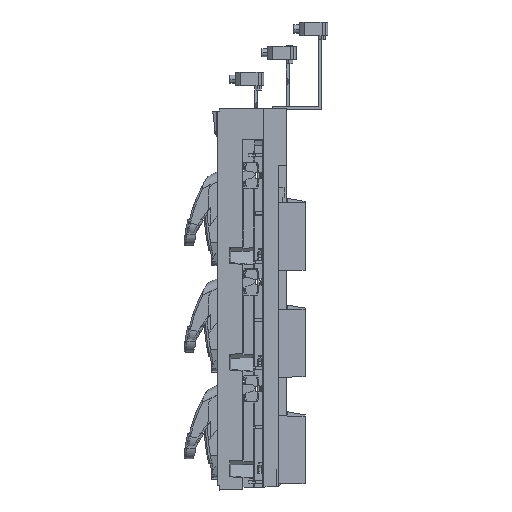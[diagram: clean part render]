
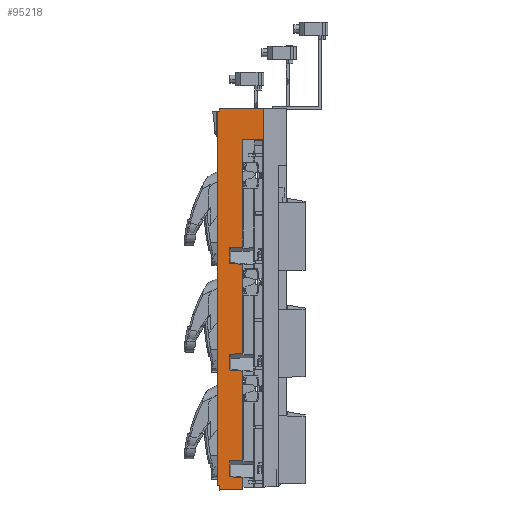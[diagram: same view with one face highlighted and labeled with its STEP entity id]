
A CAD part, left-side view. The second image highlights one B-rep face of the part: STEP entity #95218.
In plain terms, the highlighted planar face has unit normal (-1, 0, 0).
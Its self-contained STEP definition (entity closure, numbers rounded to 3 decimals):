
#66803=CARTESIAN_POINT('',(-3.928,24.39,
8.386));
#67145=DIRECTION('',(0.,0.999,-0.035));
#67146=VECTOR('',#67145,0.893);
#67147=CARTESIAN_POINT('',(-3.928,22.768,
-8.177));
#67148=LINE('',#67147,#67146);
#67152=DIRECTION('',(0.,-0.996,-0.085));
#67153=VECTOR('',#67152,0.896);
#67154=CARTESIAN_POINT('',(-3.928,23.661,
-9.285));
#67155=LINE('',#67154,#67153);
#67159=DIRECTION('',(0.,0.999,-0.035));
#67160=VECTOR('',#67159,0.893);
#67161=CARTESIAN_POINT('',(-3.928,22.768,
-15.46));
#67162=LINE('',#67161,#67160);
#67166=DIRECTION('',(0.,-0.996,-0.085));
#67167=VECTOR('',#67166,0.896);
#67168=CARTESIAN_POINT('',(-3.928,23.661,-16.569));
#67169=LINE('',#67168,#67167);
#67173=DIRECTION('',(0.,0.,1.));
#67174=VECTOR('',#67173,25.589);
#67175=CARTESIAN_POINT('',(-3.928,24.528,
-17.203));
#67176=LINE('',#67175,#67174);
#67180=DIRECTION('',(0.,-1.,0.));
#67181=VECTOR('',#67180,0.138);
#67182=CARTESIAN_POINT('',(-3.928,24.528,
8.386));
#67183=LINE('',#67182,#67181);
#67187=DIRECTION('',(0.,0.,1.));
#67188=VECTOR('',#67187,0.198);
#67189=CARTESIAN_POINT('',(-3.928,24.39,
8.386));
#67190=LINE('',#67189,#67188);
#67194=DIRECTION('',(0.,-1.,0.));
#67195=VECTOR('',#67194,3.047);
#67196=CARTESIAN_POINT('',(-3.928,24.39,
8.584));
#67197=LINE('',#67196,#67195);
#67201=DIRECTION('',(0.,0.,-1.));
#67202=VECTOR('',#67201,25.833);
#67203=CARTESIAN_POINT('',(-3.928,21.343,
8.584));
#67204=LINE('',#67203,#67202);
#67208=DIRECTION('',(0.,1.,0.));
#67209=VECTOR('',#67208,1.37);
#67210=CARTESIAN_POINT('',(-3.928,21.398,
6.448));
#67211=LINE('',#67210,#67209);
#67215=DIRECTION('',(0.,0.,-1.));
#67216=VECTOR('',#67215,7.341);
#67217=CARTESIAN_POINT('',(-3.928,22.768,
6.448));
#67218=LINE('',#67217,#67216);
#67222=CARTESIAN_POINT('',(-3.928,22.768,
-0.893));
#67223=CARTESIAN_POINT('',(-3.928,22.866,
-0.897));
#67224=CARTESIAN_POINT('',(-3.929,23.063,
-0.904));
#67225=CARTESIAN_POINT('',(-3.928,23.361,
-0.913));
#67226=CARTESIAN_POINT('',(-3.929,23.561,
-0.92));
#67227=CARTESIAN_POINT('',(-3.929,23.661,
-0.924));
#67232=DIRECTION('',(0.,0.,-1.));
#67233=VECTOR('',#67232,1.078);
#67234=CARTESIAN_POINT('',(-3.929,23.661,
-0.924));
#67235=LINE('',#67234,#67233);
#67239=DIRECTION('',(0.,-0.996,-0.085));
#67240=VECTOR('',#67239,0.896);
#67241=CARTESIAN_POINT('',(-3.928,23.661,
-2.002));
#67242=LINE('',#67241,#67240);
#67246=DIRECTION('',(0.,0.,-1.));
#67247=VECTOR('',#67246,6.099);
#67248=CARTESIAN_POINT('',(-3.928,22.768,
-2.078));
#67249=LINE('',#67248,#67247);
#68603=DIRECTION('',(0.,0.,1.));
#68604=VECTOR('',#68603,6.099);
#68605=CARTESIAN_POINT('',(-3.928,22.768,
-15.46));
#68606=LINE('',#68605,#68604);
#69979=DIRECTION('',(0.,-1.,0.));
#69980=VECTOR('',#69979,0.055);
#69981=CARTESIAN_POINT('',(-3.928,21.398,
-17.249));
#69982=LINE('',#69981,#69980);
#70000=DIRECTION('',(0.,0.,-1.));
#70001=VECTOR('',#70000,23.698);
#70002=CARTESIAN_POINT('',(-3.928,21.398,
6.448));
#70003=LINE('',#70002,#70001);
#76546=DIRECTION('',(0.,0.,1.));
#76547=VECTOR('',#76546,0.834);
#76548=CARTESIAN_POINT('',(-3.928,22.768,
-17.479));
#76549=LINE('',#76548,#76547);
#76567=DIRECTION('',(0.,-1.,0.));
#76568=VECTOR('',#76567,1.622);
#76569=CARTESIAN_POINT('',(-3.928,24.39,
-17.479));
#76570=LINE('',#76569,#76568);
#76623=DIRECTION('',(0.,0.,-1.));
#76624=VECTOR('',#76623,0.276);
#76625=CARTESIAN_POINT('',(-3.928,24.39,
-17.203));
#76626=LINE('',#76625,#76624);
#76665=DIRECTION('',(0.,-1.,0.));
#76666=VECTOR('',#76665,0.138);
#76667=CARTESIAN_POINT('',(-3.928,24.528,
-17.203));
#76668=LINE('',#76667,#76666);
#76973=DIRECTION('',(0.,0.,1.));
#76974=VECTOR('',#76973,1.078);
#76975=CARTESIAN_POINT('',(-3.928,23.661,-16.569));
#76976=LINE('',#76975,#76974);
#78739=DIRECTION('',(0.,0.,1.));
#78740=VECTOR('',#78739,1.078);
#78741=CARTESIAN_POINT('',(-3.928,23.661,
-9.285));
#78742=LINE('',#78741,#78740);
#84711=CARTESIAN_POINT('',(-3.928,24.528,
8.386));
#84712=VERTEX_POINT('',#84711);
#84713=CARTESIAN_POINT('',(-3.928,24.528,
-17.203));
#84714=VERTEX_POINT('',#84713);
#84868=VERTEX_POINT('',#66803);
#84871=CARTESIAN_POINT('',(-3.928,24.39,
8.584));
#84872=VERTEX_POINT('',#84871);
#84877=CARTESIAN_POINT('',(-3.928,21.343,
8.584));
#84878=VERTEX_POINT('',#84877);
#84891=CARTESIAN_POINT('',(-3.928,21.343,
-17.249));
#84892=VERTEX_POINT('',#84891);
#84894=CARTESIAN_POINT('',(-3.928,22.768,
-8.177));
#84895=CARTESIAN_POINT('',(-3.928,23.661,
-8.208));
#84896=VERTEX_POINT('',#84894);
#84897=VERTEX_POINT('',#84895);
#84898=CARTESIAN_POINT('',(-3.928,23.661,
-9.285));
#84899=VERTEX_POINT('',#84898);
#84900=CARTESIAN_POINT('',(-3.928,22.768,
-9.361));
#84901=VERTEX_POINT('',#84900);
#84902=CARTESIAN_POINT('',(-3.928,22.768,
-15.46));
#84903=VERTEX_POINT('',#84902);
#84904=CARTESIAN_POINT('',(-3.928,23.661,
-15.491));
#84905=VERTEX_POINT('',#84904);
#84906=CARTESIAN_POINT('',(-3.928,23.661,-16.569));
#84907=VERTEX_POINT('',#84906);
#84908=CARTESIAN_POINT('',(-3.928,22.768,
-16.645));
#84909=VERTEX_POINT('',#84908);
#84910=CARTESIAN_POINT('',(-3.928,22.768,
-17.479));
#84911=VERTEX_POINT('',#84910);
#84912=CARTESIAN_POINT('',(-3.928,24.39,
-17.479));
#84913=VERTEX_POINT('',#84912);
#84914=CARTESIAN_POINT('',(-3.928,24.39,
-17.203));
#84915=VERTEX_POINT('',#84914);
#84916=CARTESIAN_POINT('',(-3.928,21.398,
-17.249));
#84917=VERTEX_POINT('',#84916);
#84918=CARTESIAN_POINT('',(-3.928,21.398,
6.448));
#84919=VERTEX_POINT('',#84918);
#84920=CARTESIAN_POINT('',(-3.928,22.768,
6.448));
#84921=VERTEX_POINT('',#84920);
#84922=CARTESIAN_POINT('',(-3.928,22.768,
-0.893));
#84923=VERTEX_POINT('',#84922);
#84924=VERTEX_POINT('',#67227);
#84925=CARTESIAN_POINT('',(-3.928,23.661,
-2.002));
#84926=VERTEX_POINT('',#84925);
#84927=CARTESIAN_POINT('',(-3.928,22.768,
-2.078));
#84928=VERTEX_POINT('',#84927);
#95168=CARTESIAN_POINT('',(-3.928,-0.003,
0.168));
#95169=DIRECTION('',(1.,0.,0.));
#95170=DIRECTION('',(0.,1.,0.));
#95171=AXIS2_PLACEMENT_3D('',#95168,#95169,#95170);
#95172=PLANE('',#95171);
#95174=ORIENTED_EDGE('',*,*,#95173,.T.);
#95176=ORIENTED_EDGE('',*,*,#95175,.F.);
#95178=ORIENTED_EDGE('',*,*,#95177,.T.);
#95180=ORIENTED_EDGE('',*,*,#95179,.F.);
#95182=ORIENTED_EDGE('',*,*,#95181,.T.);
#95184=ORIENTED_EDGE('',*,*,#95183,.F.);
#95186=ORIENTED_EDGE('',*,*,#95185,.T.);
#95188=ORIENTED_EDGE('',*,*,#95187,.F.);
#95190=ORIENTED_EDGE('',*,*,#95189,.F.);
#95192=ORIENTED_EDGE('',*,*,#95191,.F.);
#95194=ORIENTED_EDGE('',*,*,#95193,.F.);
#95195=ORIENTED_EDGE('',*,*,#93008,.T.);
#95196=ORIENTED_EDGE('',*,*,#94948,.T.);
#95197=ORIENTED_EDGE('',*,*,#94973,.T.);
#95198=ORIENTED_EDGE('',*,*,#95021,.T.);
#95199=ORIENTED_EDGE('',*,*,#95137,.T.);
#95201=ORIENTED_EDGE('',*,*,#95200,.F.);
#95203=ORIENTED_EDGE('',*,*,#95202,.F.);
#95205=ORIENTED_EDGE('',*,*,#95204,.T.);
#95207=ORIENTED_EDGE('',*,*,#95206,.T.);
#95209=ORIENTED_EDGE('',*,*,#95208,.T.);
#95211=ORIENTED_EDGE('',*,*,#95210,.T.);
#95213=ORIENTED_EDGE('',*,*,#95212,.T.);
#95215=ORIENTED_EDGE('',*,*,#95214,.T.);
#95216=EDGE_LOOP('',(#95174,#95176,#95178,#95180,#95182,#95184,#95186,#95188,
#95190,#95192,#95194,#95195,#95196,#95197,#95198,#95199,#95201,#95203,#95205,
#95207,#95209,#95211,#95213,#95215));
#95217=FACE_OUTER_BOUND('',#95216,.F.);
#67228=B_SPLINE_CURVE_WITH_KNOTS('',3,(#67222,#67223,#67224,#67225,#67226,
#67227),.UNSPECIFIED.,.F.,.F.,(4,1,1,4),(0.,0.333,
0.667,1.),.UNSPECIFIED.);
#93008=EDGE_CURVE('',#84714,#84712,#67176,.T.);
#94948=EDGE_CURVE('',#84712,#84868,#67183,.T.);
#94973=EDGE_CURVE('',#84868,#84872,#67190,.T.);
#95021=EDGE_CURVE('',#84872,#84878,#67197,.T.);
#95137=EDGE_CURVE('',#84878,#84892,#67204,.T.);
#95173=EDGE_CURVE('',#84896,#84897,#67148,.T.);
#95175=EDGE_CURVE('',#84899,#84897,#78742,.T.);
#95177=EDGE_CURVE('',#84899,#84901,#67155,.T.);
#95179=EDGE_CURVE('',#84903,#84901,#68606,.T.);
#95181=EDGE_CURVE('',#84903,#84905,#67162,.T.);
#95183=EDGE_CURVE('',#84907,#84905,#76976,.T.);
#95185=EDGE_CURVE('',#84907,#84909,#67169,.T.);
#95187=EDGE_CURVE('',#84911,#84909,#76549,.T.);
#95189=EDGE_CURVE('',#84913,#84911,#76570,.T.);
#95191=EDGE_CURVE('',#84915,#84913,#76626,.T.);
#95193=EDGE_CURVE('',#84714,#84915,#76668,.T.);
#95200=EDGE_CURVE('',#84917,#84892,#69982,.T.);
#95202=EDGE_CURVE('',#84919,#84917,#70003,.T.);
#95204=EDGE_CURVE('',#84919,#84921,#67211,.T.);
#95206=EDGE_CURVE('',#84921,#84923,#67218,.T.);
#95208=EDGE_CURVE('',#84923,#84924,#67228,.T.);
#95210=EDGE_CURVE('',#84924,#84926,#67235,.T.);
#95212=EDGE_CURVE('',#84926,#84928,#67242,.T.);
#95214=EDGE_CURVE('',#84928,#84896,#67249,.T.);
#95218=ADVANCED_FACE('',(#95217),#95172,.F.);
